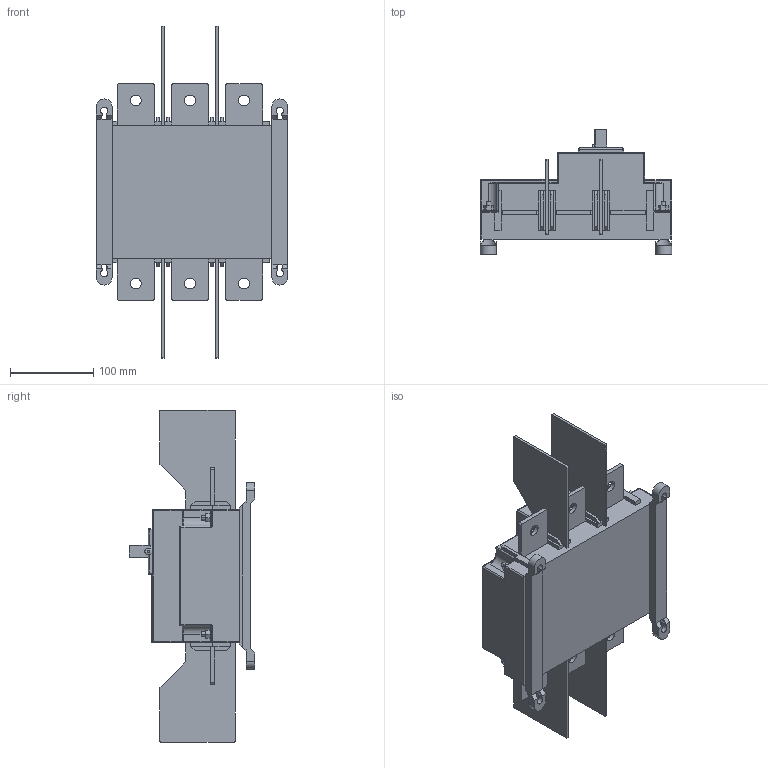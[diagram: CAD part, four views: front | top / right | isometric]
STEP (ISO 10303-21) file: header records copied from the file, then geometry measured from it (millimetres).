
FILE_DESCRIPTION((''),'2;1');
FILE_NAME('LK4QU3N','2018-06-19T',('SESA468396'),('Schneider-Electric'),'PRO/ENGINEER BY PARAMETRIC TECHNOLOGY CORPORATION, 2015440','PRO/ENGINEER BY PARAMETRIC TECHNOLOGY CORPORATION, 2015440','');
FILE_SCHEMA(('CONFIG_CONTROL_DESIGN'));
Length unit declared in the file: millimetre
Products named in the file (1): LK4QU3N
Bounding box: 230 x 150.5 x 398.9 mm (x, y, z)
Volume: 3426845.2 mm3; surface area: 289527.2 mm2
Topology: 1 solids, 1 shells, 529 faces, 1363 edges, 848 vertices
Faces by surface type: plane 333, cylinder 160, sphere 20, torus 16
Entity records: 15985 total; most frequent: CARTESIAN_POINT 2916, ORIENTED_EDGE 2726, DIRECTION 2700, EDGE_CURVE 1363, VECTOR 986, LINE 986, AXIS2_PLACEMENT_3D 857, VERTEX_POINT 848
